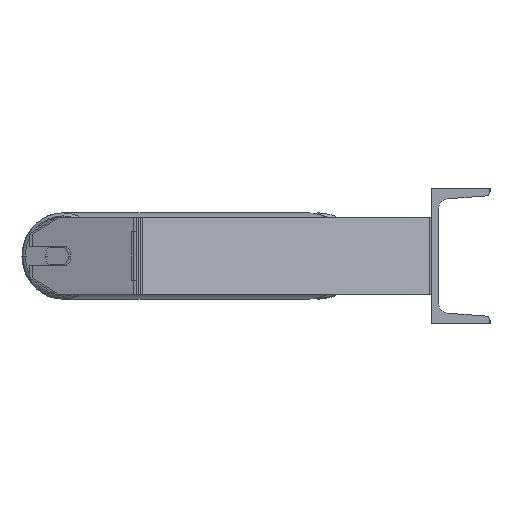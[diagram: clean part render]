
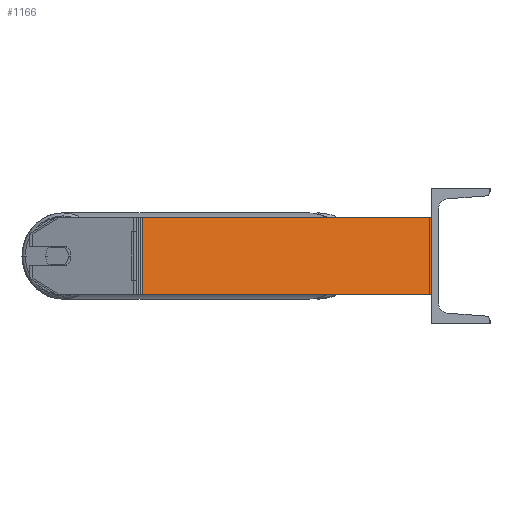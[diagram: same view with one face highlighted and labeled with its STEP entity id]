
A CAD part, left-side view. The second image highlights one B-rep face of the part: STEP entity #1166.
In plain terms, the highlighted planar face has unit normal (-0.966, -0.259, 0).
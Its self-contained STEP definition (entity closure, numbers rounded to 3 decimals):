
#138 = VECTOR ( 'NONE', #3595, 1000. ) ;
#150 = ORIENTED_EDGE ( 'NONE', *, *, #3645, .T. ) ;
#700 = EDGE_CURVE ( 'NONE', #6979, #9135, #3080, .T. ) ;
#1166 = ADVANCED_FACE ( 'NONE', ( #3301 ), #2694, .F. ) ;
#1336 = CARTESIAN_POINT ( 'NONE',  ( -1166.114, 302.721, 40. ) ) ;
#1551 = CARTESIAN_POINT ( 'NONE',  ( -1166.114, 302.721, -40. ) ) ;
#1618 = CARTESIAN_POINT ( 'NONE',  ( -1085., 0., 40. ) ) ;
#1661 = DIRECTION ( 'NONE',  ( 0., 0., -1. ) ) ;
#1986 = VECTOR ( 'NONE', #5594, 1000. ) ;
#2041 = CARTESIAN_POINT ( 'NONE',  ( -1166.114, 302.721, 40. ) ) ;
#2368 = EDGE_LOOP ( 'NONE', ( #150, #4501, #4440, #2665 ) ) ;
#2665 = ORIENTED_EDGE ( 'NONE', *, *, #9065, .T. ) ;
#2694 = PLANE ( 'NONE',  #7033 ) ;
#3080 = LINE ( 'NONE', #1618, #6571 ) ;
#3301 = FACE_OUTER_BOUND ( 'NONE', #2368, .T. ) ;
#3306 = LINE ( 'NONE', #1336, #8478 ) ;
#3595 = DIRECTION ( 'NONE',  ( 0.259, -0.966, 0. ) ) ;
#3645 = EDGE_CURVE ( 'NONE', #7308, #9135, #7765, .T. ) ;
#3949 = EDGE_CURVE ( 'NONE', #8669, #6979, #3306, .T. ) ;
#4440 = ORIENTED_EDGE ( 'NONE', *, *, #3949, .F. ) ;
#4501 = ORIENTED_EDGE ( 'NONE', *, *, #700, .F. ) ;
#4513 = CARTESIAN_POINT ( 'NONE',  ( -1164.808, 297.848, 40. ) ) ;
#5174 = CARTESIAN_POINT ( 'NONE',  ( -1085., 0., -40. ) ) ;
#5594 = DIRECTION ( 'NONE',  ( 0., 0., -1. ) ) ;
#6086 = DIRECTION ( 'NONE',  ( 0.259, -0.966, 0. ) ) ;
#6120 = CARTESIAN_POINT ( 'NONE',  ( -1164.808, 297.848, -40. ) ) ;
#6354 = LINE ( 'NONE', #8276, #1986 ) ;
#6571 = VECTOR ( 'NONE', #1661, 1000. ) ;
#6930 = DIRECTION ( 'NONE',  ( 0.966, 0.259, 0. ) ) ;
#6979 = VERTEX_POINT ( 'NONE', #8689 ) ;
#7033 = AXIS2_PLACEMENT_3D ( 'NONE', #2041, #6930, #7517 ) ;
#7308 = VERTEX_POINT ( 'NONE', #6120 ) ;
#7517 = DIRECTION ( 'NONE',  ( -0.259, 0.966, 0. ) ) ;
#7765 = LINE ( 'NONE', #1551, #138 ) ;
#8276 = CARTESIAN_POINT ( 'NONE',  ( -1164.808, 297.848, 40. ) ) ;
#8478 = VECTOR ( 'NONE', #6086, 1000. ) ;
#8669 = VERTEX_POINT ( 'NONE', #4513 ) ;
#8689 = CARTESIAN_POINT ( 'NONE',  ( -1085., 0., 40. ) ) ;
#9065 = EDGE_CURVE ( 'NONE', #8669, #7308, #6354, .T. ) ;
#9135 = VERTEX_POINT ( 'NONE', #5174 ) ;
